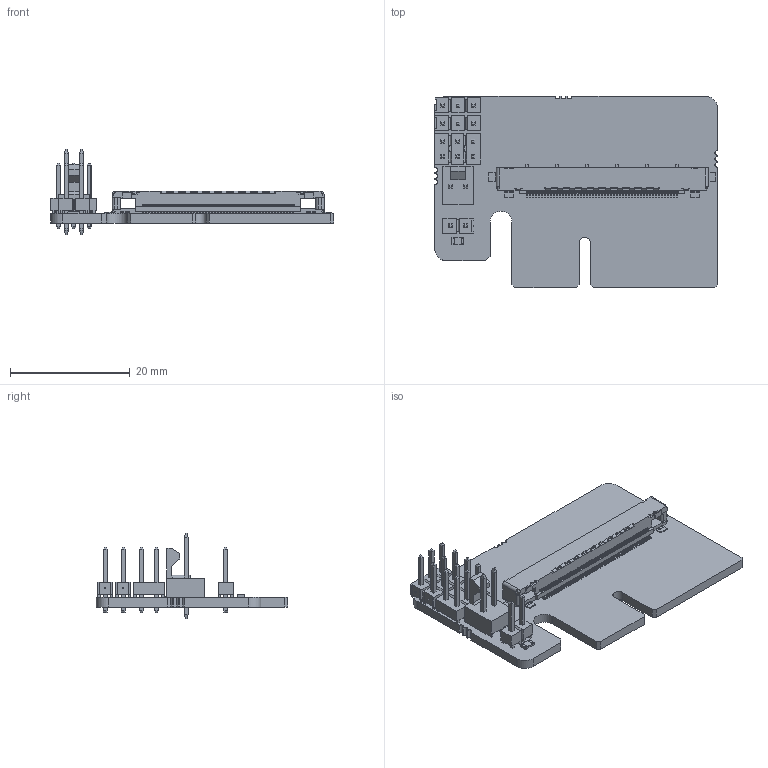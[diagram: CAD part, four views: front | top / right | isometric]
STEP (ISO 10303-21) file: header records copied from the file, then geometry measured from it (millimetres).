
FILE_DESCRIPTION(('Open CASCADE Model'),'2;1');
FILE_NAME('Open CASCADE Shape Model','2019-05-04T13:54:11',('Author'),( 'Open CASCADE'),'Open CASCADE STEP processor 6.8','Open CASCADE 6.8' ,'Unknown');
FILE_SCHEMA(('AUTOMOTIVE_DESIGN { 1 0 10303 214 1 1 1 1 }'));
Length unit declared in the file: millimetre
Products named in the file (25): PCB; Board; Open CASCADE STEP translator 6.8 13.1.1; Open CASCADE STEP translator 6.8 13.1.1.1; J1; TSW-103-07-G-D; _TSW-103-07-G-D_body; _T-1S6-07-TSW-1-07-3-D; J6; TSW-102-07-G-S; _TSW-102-07-G-S_body; _T-1S6-07-TSW-1-07-2-S; J7; TSW-103-07-G-S; _TSW-103-07-G-S_body; _T-1S6-07-TSW-1-07-3-S; J5; J2; K3D-FI-RE51S-HF-R2_JAE_Connector_Division_Proprietary; J3; SW3dPS-Molex_-_2-Pin_Header_with_Lock_(0.100in_pitch); SW3dPS-Molex_-_2-Pin_Header_with_Lock_(0.100in_pitch)_Molex_-_Header_
Base_with_Lock_(0.100in_pitch); SW3dPS-Molex_-_2-Pin_Header_with_Lock_(0.100in_pitch)_Molex_-_Header_
Pin; R1; ChipRes(0805)
Assembly tree (26 placements, depth 4):
  PCB
    Board
      Open CASCADE STEP translator 6.8 13.1.1
        Open CASCADE STEP translator 6.8 13.1.1.1
    J1
      TSW-103-07-G-D
        _TSW-103-07-G-D_body
        _T-1S6-07-TSW-1-07-3-D
    J6
      TSW-102-07-G-S
        _TSW-102-07-G-S_body
        _T-1S6-07-TSW-1-07-2-S
    J7
      TSW-103-07-G-S
        _TSW-103-07-G-S_body
        _T-1S6-07-TSW-1-07-3-S
    J5
      TSW-103-07-G-S
        _TSW-103-07-G-S_body
        _T-1S6-07-TSW-1-07-3-S
    J2
      K3D-FI-RE51S-HF-R2_JAE_Connector_Division_Proprietary
    J3
      SW3dPS-Molex_-_2-Pin_Header_with_Lock_(0.100in_pitch)
        SW3dPS-Molex_-_2-Pin_Header_with_Lock_(0.100in_pitch)_Molex_-_Header_
Base_with_Lock_(0.100in_pitch)
        SW3dPS-Molex_-_2-Pin_Header_with_Lock_(0.100in_pitch)_Molex_-_Header_
Pin  x2
    R1
      ChipRes(0805)
Bounding box: 47.24 x 31.93 x 14.22 mm (x, y, z)
Volume: 2957.7 mm3; surface area: 5190.7 mm2
Topology: 14 solids, 14 shells, 2278 faces, 6219 edges, 4030 vertices
Faces by surface type: plane 1935, cylinder 343
Full cylindrical faces by diameter (mm): 1 x16
Entity records: 70443 total; most frequent: CARTESIAN_POINT 11999, ORIENTED_EDGE 11578, DIRECTION 10763, EDGE_CURVE 5789, LINE 4951, VECTOR 4951, VERTEX_POINT 3758, AXIS2_PLACEMENT_3D 2906
